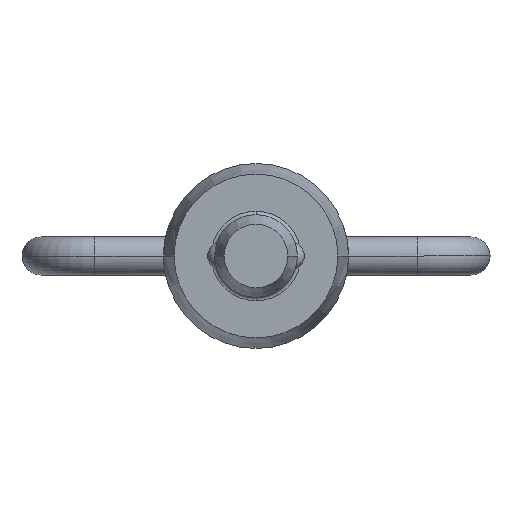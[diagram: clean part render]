
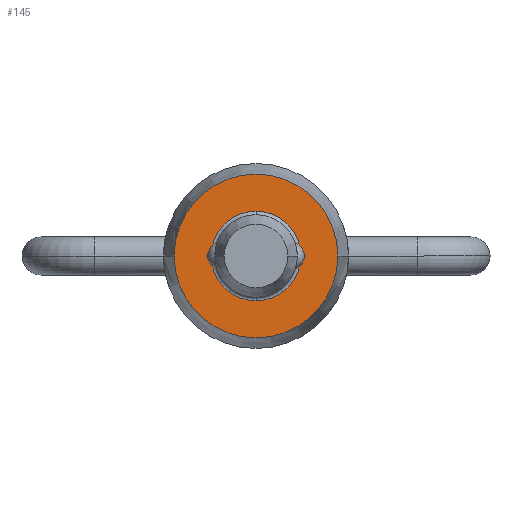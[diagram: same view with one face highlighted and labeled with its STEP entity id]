
A CAD part, front view. The second image highlights one B-rep face of the part: STEP entity #145.
In plain terms, the highlighted planar face has unit normal (0, -1, 0).
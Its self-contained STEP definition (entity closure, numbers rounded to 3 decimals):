
#145=ADVANCED_FACE('',(#286,#287),#288,.T.);
#286=FACE_OUTER_BOUND('',#419,.T.);
#287=FACE_BOUND('',#420,.T.);
#288=PLANE('',#421);
#419=EDGE_LOOP('',(#781,#782));
#420=EDGE_LOOP('',(#783,#784,#785));
#421=AXIS2_PLACEMENT_3D('',#786,#787,#788);
#781=ORIENTED_EDGE('',*,*,#927,.T.);
#782=ORIENTED_EDGE('',*,*,#845,.T.);
#783=ORIENTED_EDGE('',*,*,#853,.T.);
#784=ORIENTED_EDGE('',*,*,#815,.T.);
#785=ORIENTED_EDGE('',*,*,#854,.T.);
#786=CARTESIAN_POINT('',(-3.958,0.,0.0));
#787=DIRECTION('',(0.,-1.0,0.0));
#788=DIRECTION('',(1.0,0.,0.0));
#815=EDGE_CURVE('',#972,#978,#980,.T.);
#845=EDGE_CURVE('',#1026,#1024,#1027,.T.);
#853=EDGE_CURVE('',#1038,#972,#1039,.T.);
#854=EDGE_CURVE('',#978,#1038,#1040,.T.);
#927=EDGE_CURVE('',#1024,#1026,#1132,.T.);
#972=VERTEX_POINT('',#1221);
#978=VERTEX_POINT('',#1227);
#980=CIRCLE('',#1229,2.581);
#1024=VERTEX_POINT('',#1413);
#1026=VERTEX_POINT('',#1416);
#1027=CIRCLE('',#1417,4.722);
#1038=VERTEX_POINT('',#1429);
#1039=CIRCLE('',#1430,2.581);
#1040=CIRCLE('',#1431,2.581);
#1132=CIRCLE('',#1537,4.722);
#1221=CARTESIAN_POINT('',(0.,0.,2.581));
#1227=CARTESIAN_POINT('',(0.,0.,-2.581));
#1229=AXIS2_PLACEMENT_3D('',#1579,#1580,#1581);
#1413=CARTESIAN_POINT('',(-4.722,0.0,0.0));
#1416=CARTESIAN_POINT('',(4.722,0.,0.));
#1417=AXIS2_PLACEMENT_3D('',#1614,#1615,#1616);
#1429=CARTESIAN_POINT('',(-2.581,0.0,0.0));
#1430=AXIS2_PLACEMENT_3D('',#1630,#1631,#1632);
#1431=AXIS2_PLACEMENT_3D('',#1633,#1634,#1635);
#1537=AXIS2_PLACEMENT_3D('',#1749,#1750,#1751);
#1579=CARTESIAN_POINT('',(0.,0.0,0.0));
#1580=DIRECTION('',(0.,1.0,0.0));
#1581=DIRECTION('',(-1.0,0.,0.0));
#1614=CARTESIAN_POINT('',(0.,0.,0.));
#1615=DIRECTION('',(0.,-1.0,0.0));
#1616=DIRECTION('',(-1.0,0.,0.0));
#1630=CARTESIAN_POINT('',(0.,0.0,0.0));
#1631=DIRECTION('',(0.,1.0,0.0));
#1632=DIRECTION('',(-1.0,0.,0.0));
#1633=CARTESIAN_POINT('',(0.,0.0,0.0));
#1634=DIRECTION('',(0.,1.0,0.0));
#1635=DIRECTION('',(-1.0,0.,0.0));
#1749=CARTESIAN_POINT('',(0.,0.,0.));
#1750=DIRECTION('',(0.,-1.0,0.0));
#1751=DIRECTION('',(-1.0,0.,0.0));
